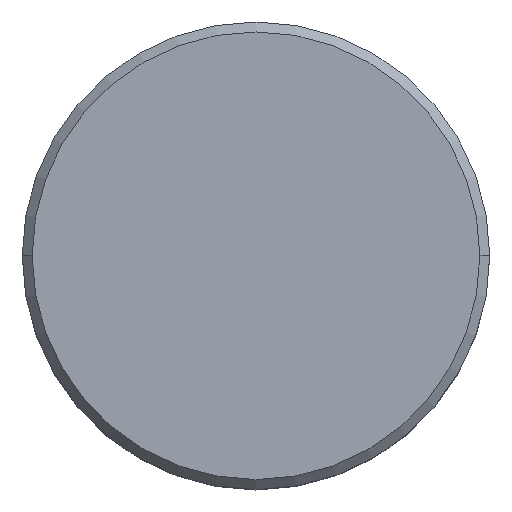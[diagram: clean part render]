
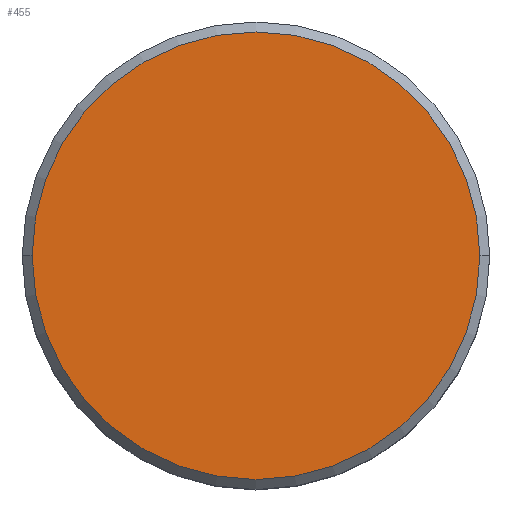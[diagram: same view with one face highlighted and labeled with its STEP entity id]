
A CAD part, top view. The second image highlights one B-rep face of the part: STEP entity #455.
In plain terms, the highlighted planar face has unit normal (0, 0, 1).
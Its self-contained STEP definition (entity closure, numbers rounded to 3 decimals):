
#129 = CARTESIAN_POINT ( 'NONE',  ( -4.5, 0., 5.5 ) ) ;
#144 = CARTESIAN_POINT ( 'NONE',  ( 4.5, 0., 5.5 ) ) ;
#170 = DIRECTION ( 'NONE',  ( 1., 0., 0. ) ) ;
#234 = PLANE ( 'NONE',  #601 ) ;
#305 = CARTESIAN_POINT ( 'NONE',  ( 0., 0., 5.5 ) ) ;
#310 = DIRECTION ( 'NONE',  ( -1., 0., 0. ) ) ;
#312 = DIRECTION ( 'NONE',  ( 0., 0., -1. ) ) ;
#334 = DIRECTION ( 'NONE',  ( 0., 0., 1. ) ) ;
#338 = CARTESIAN_POINT ( 'NONE',  ( 0., 0., 5.5 ) ) ;
#446 = CIRCLE ( 'NONE', #604, 4.5 ) ;
#449 = EDGE_CURVE ( 'NONE', #988, #995, #446, .T. ) ;
#455 = ADVANCED_FACE ( 'NONE', ( #606 ), #234, .T. ) ;
#469 = EDGE_CURVE ( 'NONE', #995, #988, #513, .T. ) ;
#513 = CIRCLE ( 'NONE', #560, 4.5 ) ;
#560 = AXIS2_PLACEMENT_3D ( 'NONE', #753, #743, #752 ) ;
#601 = AXIS2_PLACEMENT_3D ( 'NONE', #338, #334, #170 ) ;
#604 = AXIS2_PLACEMENT_3D ( 'NONE', #305, #312, #310 ) ;
#606 = FACE_OUTER_BOUND ( 'NONE', #919, .T. ) ;
#743 = DIRECTION ( 'NONE',  ( 0., 0., -1. ) ) ;
#752 = DIRECTION ( 'NONE',  ( -1., 0., 0. ) ) ;
#753 = CARTESIAN_POINT ( 'NONE',  ( 0., 0., 5.5 ) ) ;
#919 = EDGE_LOOP ( 'NONE', ( #956, #969 ) ) ;
#956 = ORIENTED_EDGE ( 'NONE', *, *, #449, .F. ) ;
#969 = ORIENTED_EDGE ( 'NONE', *, *, #469, .F. ) ;
#988 = VERTEX_POINT ( 'NONE', #129 ) ;
#995 = VERTEX_POINT ( 'NONE', #144 ) ;
